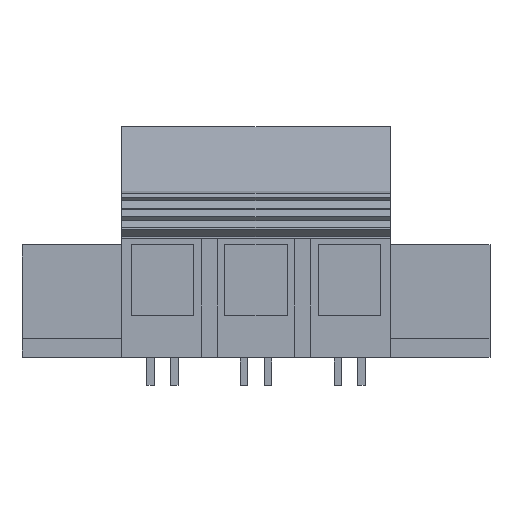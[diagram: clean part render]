
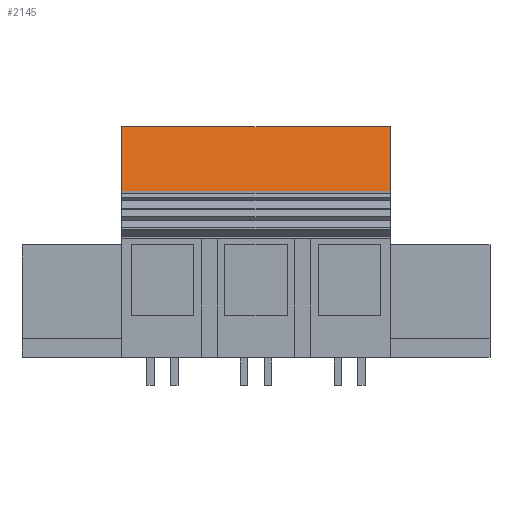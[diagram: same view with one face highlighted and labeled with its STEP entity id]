
A CAD part, front view. The second image highlights one B-rep face of the part: STEP entity #2145.
In plain terms, the highlighted planar face has unit normal (0, -0.985, 0.174).
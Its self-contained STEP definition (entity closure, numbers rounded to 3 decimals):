
#2125=AXIS2_PLACEMENT_3D('Plane Axis2P3D',#2122,#2123,#2124) ;
#458=CARTESIAN_POINT('Vertex',(16.,8.164,31.099)) ;
#461=CARTESIAN_POINT('Line Origine',(16.,9.076,36.275)) ;
#465=CARTESIAN_POINT('Vertex',(16.,9.989,41.45)) ;
#2107=CARTESIAN_POINT('Vertex',(59.,8.164,31.099)) ;
#2110=CARTESIAN_POINT('Line Origine',(37.5,8.164,31.099)) ;
#2122=CARTESIAN_POINT('Axis2P3D Location',(1.,9.989,41.45)) ;
#2127=CARTESIAN_POINT('Line Origine',(59.,9.076,36.275)) ;
#2131=CARTESIAN_POINT('Vertex',(59.,9.989,41.45)) ;
#2134=CARTESIAN_POINT('Line Origine',(37.5,9.989,41.45)) ;
#462=DIRECTION('Vector Direction',(0.,-0.174,-0.985)) ;
#2111=DIRECTION('Vector Direction',(1.,0.,0.)) ;
#2123=DIRECTION('Axis2P3D Direction',(0.,-0.985,0.174)) ;
#2124=DIRECTION('Axis2P3D XDirection',(0.,-0.174,-0.985)) ;
#2128=DIRECTION('Vector Direction',(0.,-0.174,-0.985)) ;
#2135=DIRECTION('Vector Direction',(1.,0.,0.)) ;
#463=VECTOR('Line Direction',#462,1.) ;
#2112=VECTOR('Line Direction',#2111,1.) ;
#2129=VECTOR('Line Direction',#2128,1.) ;
#2136=VECTOR('Line Direction',#2135,1.) ;
#2140=ORIENTED_EDGE('',*,*,#2114,.T.) ;
#2141=ORIENTED_EDGE('',*,*,#2133,.F.) ;
#2142=ORIENTED_EDGE('',*,*,#2138,.F.) ;
#2143=ORIENTED_EDGE('',*,*,#467,.F.) ;
#2145=ADVANCED_FACE('HOUSING',(#2144),#2126,.T.) ;
#467=EDGE_CURVE('',#459,#466,#464,.F.) ;
#2114=EDGE_CURVE('',#459,#2108,#2113,.T.) ;
#2133=EDGE_CURVE('',#2132,#2108,#2130,.T.) ;
#2138=EDGE_CURVE('',#466,#2132,#2137,.T.) ;
#2139=EDGE_LOOP('',(#2140,#2141,#2142,#2143)) ;
#2144=FACE_OUTER_BOUND('',#2139,.T.) ;
#464=LINE('Line',#461,#463) ;
#2113=LINE('Line',#2110,#2112) ;
#2130=LINE('Line',#2127,#2129) ;
#2137=LINE('Line',#2134,#2136) ;
#2126=PLANE('',#2125) ;
#459=VERTEX_POINT('',#458) ;
#466=VERTEX_POINT('',#465) ;
#2108=VERTEX_POINT('',#2107) ;
#2132=VERTEX_POINT('',#2131) ;
